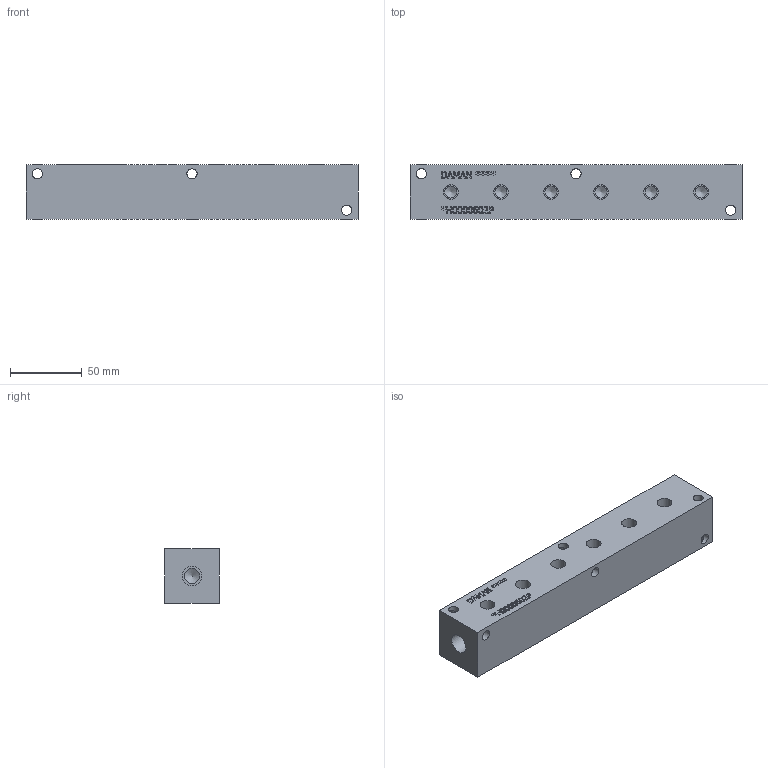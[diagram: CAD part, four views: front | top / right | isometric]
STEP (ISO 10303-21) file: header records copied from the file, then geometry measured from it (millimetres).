
FILE_DESCRIPTION(/* description */ (''),/* implementation_level */ '2;1');
FILE_NAME(/* name */ '_H0000602P.stp',/* time_stamp */ '2022-06-07T09:43:28-04:00',/* author */ ('bobbyh'),/* organization */ (''),/* preprocessor_version */ 'ST-DEVELOPER v18',/* originating_system */ 'Autodesk Inventor 2020',/* authorisation */ '');
FILE_SCHEMA (('AUTOMOTIVE_DESIGN { 1 0 10303 214 3 1 1 }'));
Length unit declared in the file: millimetre
Products named in the file (1): Part_+H0000602P_3D
Bounding box: 231.78 x 38.1 x 38.1 mm (x, y, z)
Volume: 320022.8 mm3; surface area: 44943.8 mm2
Topology: 1 solids, 1 shells, 354 faces, 967 edges, 646 vertices
Faces by surface type: plane 212, bspline 106, cylinder 28, cone 8
Full cylindrical faces by diameter (mm): 7.137 x12, 8.433 x6, 10.33 x6, 10.719 x2, 13.868 x2
Entity records: 12019 total; most frequent: CARTESIAN_POINT 3338, ORIENTED_EDGE 1918, DIRECTION 1331, EDGE_CURVE 959, LINE 661, VECTOR 661, VERTEX_POINT 646, EDGE_LOOP 411
